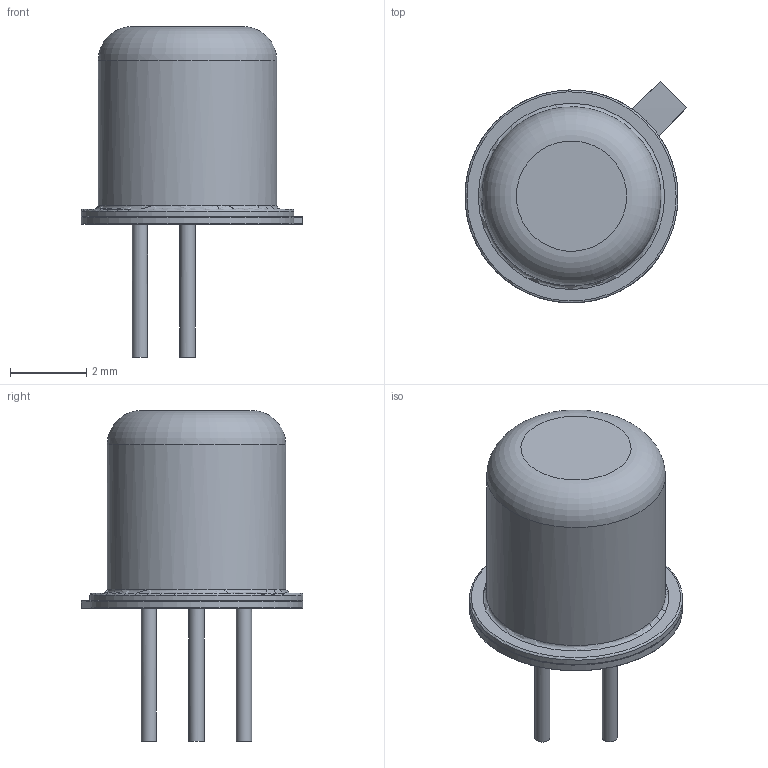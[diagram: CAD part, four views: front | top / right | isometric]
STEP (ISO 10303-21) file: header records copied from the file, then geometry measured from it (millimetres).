
FILE_DESCRIPTION(('STEP AP214'), '1');
FILE_NAME('User Library-TO-18 (KT-1)', '2019-06-07T11:23:05', ('UNSPECIFIED'), ('UNSPECIFIED'), 'ASCON STEP Converter 1.3', 'ASCON Math Kernel', '');
FILE_SCHEMA(('AUTOMOTIVE_DESIGN { 1 0 10303 214 3 1 1}'));
Length unit declared in the file: millimetre
Products named in the file (4): User Library-TO-18 (KT-1); User Library-TO-18 (KT-1)__X2_04380437043E043B044F0442043E0440_X0_; User Library-TO-18 (KT-1)__X2_043A043E043B043F0430043A_X0_; User Library-TO-18 (KT-1)__X2_043D043E0436043A0438_X0_
Assembly tree (3 placements, depth 2):
  User Library-TO-18 (KT-1)
    User Library-TO-18 (KT-1)__X2_04380437043E043B044F0442043E0440_X0_
    User Library-TO-18 (KT-1)__X2_043A043E043B043F0430043A_X0_
    User Library-TO-18 (KT-1)__X2_043D043E0436043A0438_X0_
Bounding box: 5.84 x 5.83 x 8.7 mm (x, y, z)
Volume: 43.1 mm3; surface area: 365.6 mm2
Topology: 4 solids, 5 shells, 80 faces, 163 edges, 95 vertices
Faces by surface type: plane 27, torus 26, cylinder 24, sphere 2, bspline 1
Full cylindrical faces by diameter (mm): 0.4 x6, 1 x2, 3.85 x2, 4.25 x1, 4.3 x1, 4.7 x1, 5.6 x1
Entity records: 7361 total; most frequent: CARTESIAN_POINT 4969, DIRECTION 302, ORIENTED_EDGE 252, AXIS2_PLACEMENT_3D 145, EDGE_LOOP 129, EDGE_CURVE 127, VERTEX_POINT 95, COLOUR_RGB 89
